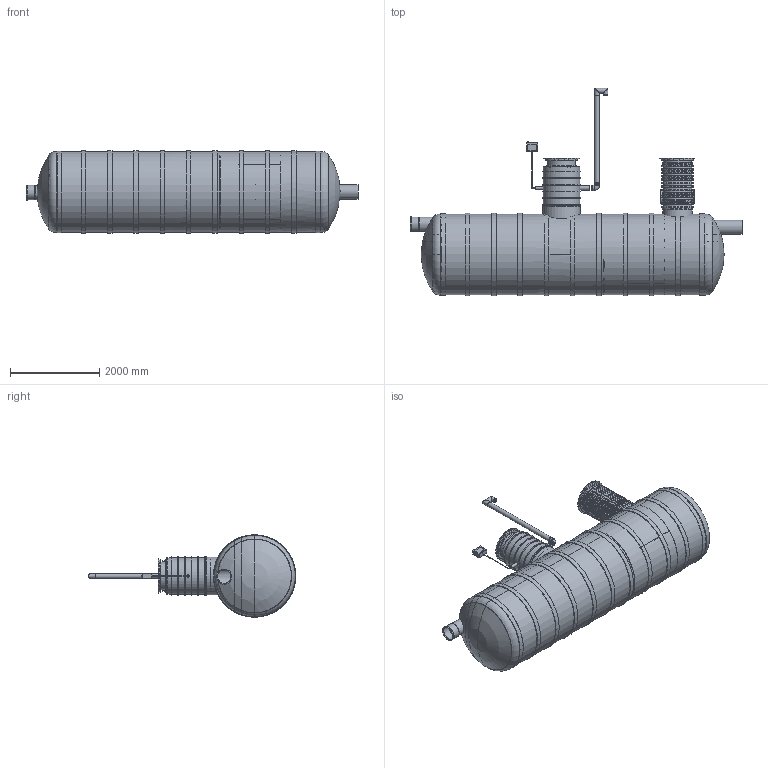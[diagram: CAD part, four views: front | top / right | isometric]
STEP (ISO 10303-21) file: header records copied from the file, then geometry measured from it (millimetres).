
FILE_DESCRIPTION(/* description */ ('Unknown'),/* implementation_level */ '2;1');
FILE_NAME(/* name */ 'EQ 1.klassi õlieraldaja NS50',/* time_stamp */ '2023-04-11T14:52:00+03:00',/* author */ ('Unknown'),/* organization */ ('Unknown'),/* preprocessor_version */ 'ST-DEVELOPER v18.1',/* originating_system */ 'Solid Edge',/* authorisation */ 'Unknown');
FILE_SCHEMA (('AUTOMOTIVE_DESIGN {1 0 10303 214 3 1 1}'));
Length unit declared in the file: millimetre
Products named in the file (54): EQ 1.klassi eraldaja NS50; NS50 kestakoost 7.03.23; D1800 silinder NS50 7.03.23; 2510.102_ots1; 2510.103_ots2; NS50_vahesein1 42785; PVC_polv_315; 2510.107_sisend D315; 2510.108_sisendile toru D315; 2510.110_valjund toru D315; 2648.111_valjundile toru D315; PVC Kaksikmuhv d315; D665 KP silinder 26.04.19; D800 KP silinder 9.12.19; 2648.200; 2648.201 vahesein2; Raam kahele filtriplokile 2631.000_var2; 2631.001_var2; 2631.002_var2; Polt_M6x20HK; Mutter M6 a2_NY; Filter HD Q-PAC; 2648.202; 2648.203; 2648.204; 2648.205; 2648.206; 2510.001_liivamaht NS50; 2510.002_olimaht NS50; 2703.001; elektrikarp loikefotole; PE_vent_malm; PVC_polv_110; PE venttoru DN100 L=2000; Rotoventiots; Malmluuk_D600_(Ginmika); Malmluugi_korpus_D600_(Ginmika); Malmluugi_kaan_D600_(Ginmika); 2697.001 tihend teeninduskaevule 670_var2; RoundTubing 63x4.7_oa_0 ...
Assembly tree (77 placements, depth 5):
  EQ 1.klassi eraldaja NS50
    NS50 kestakoost 7.03.23
      D1800 silinder NS50 7.03.23
      2510.102_ots1
      2510.103_ots2
      NS50_vahesein1 42785
      PVC_polv_315  x2
      2510.107_sisend D315
      2510.108_sisendile toru D315
      2510.110_valjund toru D315
      2648.111_valjundile toru D315
      PVC Kaksikmuhv d315  x2
      D665 KP silinder 26.04.19
      D800 KP silinder 9.12.19
      2648.200
        2648.201 vahesein2
        Raam kahele filtriplokile 2631.000_var2  x12
          2631.001_var2
          2631.002_var2
          Polt_M6x20HK
          Mutter M6 a2_NY
          Filter HD Q-PAC
        2648.202
        2648.203
        2648.204  x2
        2648.205  x2
        2648.206
    2510.001_liivamaht NS50
    2510.002_olimaht NS50
    2703.001  x2
    elektrikarp loikefotole
    PE_vent_malm
      PVC_polv_110
      PE venttoru DN100 L=2000
      Rotoventiots
    Malmluuk_D600_(Ginmika)  x2
      Malmluugi_korpus_D600_(Ginmika)
      Malmluugi_kaan_D600_(Ginmika)
    2697.001 tihend teeninduskaevule 670_var2  x3
    RoundTubing 63x4.7_oa_0
    RoundTubing 110x6.6_oa_1
    RoundTubing 25x2.3_oa_2
    Ujuk_oa_3
    Ujuk_oa_4
    EQ D800 uus rotost teeninduskaev_lisaga NS50 7.03.23
    Ujuk_oa_5
    Olieraldustoru1
      SO012747-3.002
      keermelattM8x200
      Mutter M8RVNY  x2
      Seib 8 RV  x2
    Tihend teeninduskaevule 800
    2693.001_var3
    2510.003_efektiivne maht NS50
Bounding box: 7450 x 4654.52 x 1847 mm (x, y, z)
Volume: 19757182590.1 mm3; surface area: 246902743.5 mm2
Topology: 153 solids, 154 shells, 2942 faces, 6722 edges, 4215 vertices
Faces by surface type: plane 1954, cylinder 731, torus 165, cone 59, bspline 23, sphere 10
Full cylindrical faces by diameter (mm): 4.917 x24, 6 x26, 6.8 x2, 7 x48, 8 x37, 8.4 x2, 8.5 x3, 9 x4, 10 x68, 16 x2, 20 x1, 20.4 x1, 25 x1, 53.6 x1, 63 x1, 96.8 x1, 100 x2, 103.2 x3, 105 x1, 110 x9, 120 x2, 130 x2, 190.4 x1, 200 x1, 299 x1, 302.6 x2, 303 x2, 305 x6, 315 x18, 324 x1
Entity records: 29714 total; most frequent: CARTESIAN_POINT 8295, DIRECTION 4238, ORIENTED_EDGE 3436, AXIS2_PLACEMENT_3D 1800, EDGE_CURVE 1718, EDGE_LOOP 1532, FACE_BOUND 1532, VERTEX_POINT 1284
